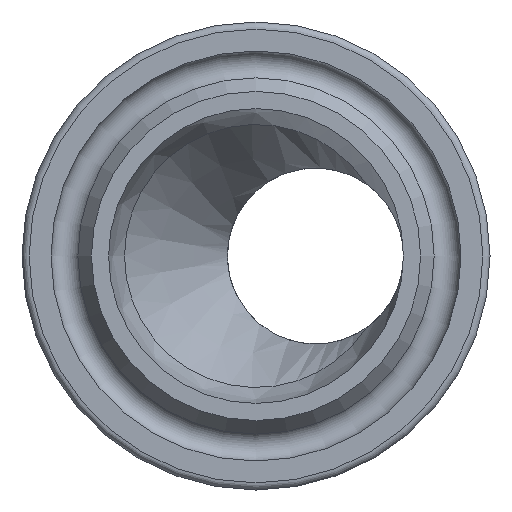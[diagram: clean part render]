
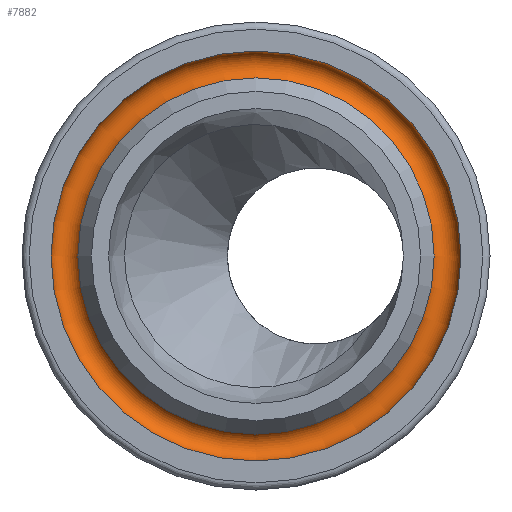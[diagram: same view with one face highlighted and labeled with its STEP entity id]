
A CAD part, left-side view. The second image highlights one B-rep face of the part: STEP entity #7882.
In plain terms, the highlighted toroidal (fillet/blend) face has major radius 10.16 mm and minor radius 0.787 mm.
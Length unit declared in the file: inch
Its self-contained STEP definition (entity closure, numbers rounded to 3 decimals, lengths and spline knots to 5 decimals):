
#23=TOROIDAL_SURFACE('',#8311,0.4,0.031);
#119=FACE_BOUND('',#1426,.T.);
#937=FACE_OUTER_BOUND('',#1425,.T.);
#1425=EDGE_LOOP('',(#7325));
#1426=EDGE_LOOP('',(#7326));
#1609=CIRCLE('',#8310,0.37461);
#1610=CIRCLE('',#8312,0.431);
#3855=VERTEX_POINT('',#17601);
#3856=VERTEX_POINT('',#17604);
#5017=EDGE_CURVE('',#3855,#3855,#1609,.T.);
#5018=EDGE_CURVE('',#3856,#3856,#1610,.T.);
#7325=ORIENTED_EDGE('',*,*,#5018,.T.);
#7326=ORIENTED_EDGE('',*,*,#5017,.F.);
#7882=ADVANCED_FACE('',(#937,#119),#23,.F.);
#8310=AXIS2_PLACEMENT_3D('',#17602,#9662,#9663);
#8311=AXIS2_PLACEMENT_3D('',#17603,#9664,#9665);
#8312=AXIS2_PLACEMENT_3D('',#17605,#9666,#9667);
#9662=DIRECTION('center_axis',(-1.,0.,0.));
#9663=DIRECTION('ref_axis',(0.,0.,1.));
#9664=DIRECTION('center_axis',(-1.,0.,0.));
#9665=DIRECTION('ref_axis',(0.,0.,1.));
#9666=DIRECTION('center_axis',(-1.,0.,0.));
#9667=DIRECTION('ref_axis',(0.,0.,1.));
#17601=CARTESIAN_POINT('',(-0.42822,0.37461,0.));
#17602=CARTESIAN_POINT('Origin',(-0.42822,0.,0.));
#17603=CARTESIAN_POINT('Origin',(-0.446,0.,0.));
#17604=CARTESIAN_POINT('',(-0.446,0.431,0.));
#17605=CARTESIAN_POINT('Origin',(-0.446,0.,0.));
